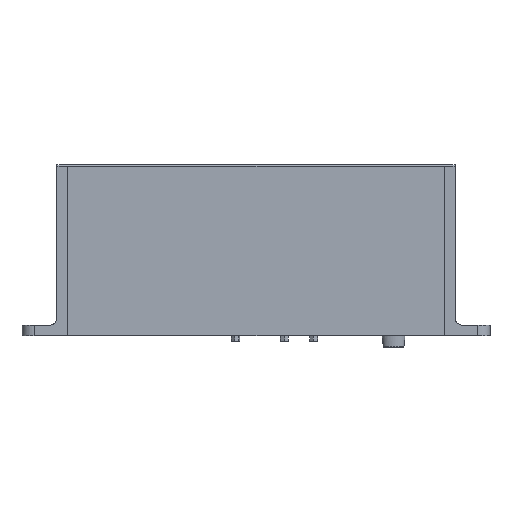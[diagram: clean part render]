
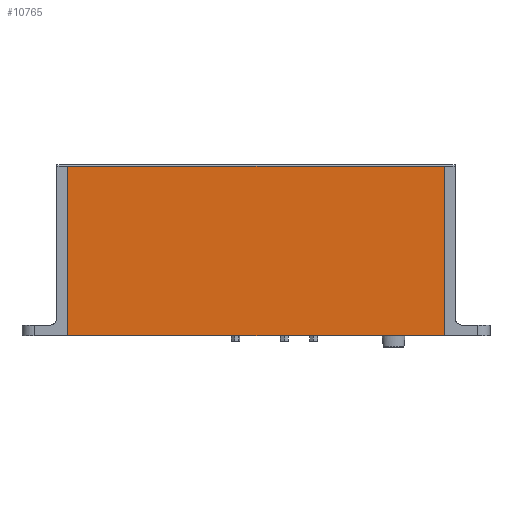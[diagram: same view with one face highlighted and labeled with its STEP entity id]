
A CAD part, front view. The second image highlights one B-rep face of the part: STEP entity #10765.
In plain terms, the highlighted planar face has unit normal (0, -1, 0).
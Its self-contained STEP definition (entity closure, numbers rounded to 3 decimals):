
#375 = DIRECTION ( 'NONE',  ( 0., 0., -1. ) ) ;
#432 = CARTESIAN_POINT ( 'NONE',  ( 134.233, -21.958, -23.811 ) ) ;
#532 = CARTESIAN_POINT ( 'NONE',  ( -113.967, -21.958, -61.044 ) ) ;
#1514 = CARTESIAN_POINT ( 'NONE',  ( -113.967, -21.958, 50.656 ) ) ;
#1767 = CARTESIAN_POINT ( 'NONE',  ( 134.233, -21.958, 50.656 ) ) ;
#1904 = CARTESIAN_POINT ( 'NONE',  ( 134.233, -21.958, 50.656 ) ) ;
#2156 = CARTESIAN_POINT ( 'NONE',  ( 51.5, -21.958, -61.044 ) ) ;
#4376 = PLANE ( 'NONE',  #16478 ) ;
#4907 = EDGE_CURVE ( 'NONE', #12584, #9190, #10607, .T. ) ;
#5024 = EDGE_CURVE ( 'NONE', #16855, #12584, #12295, .T. ) ;
#7019 = FACE_OUTER_BOUND ( 'NONE', #15946, .T. ) ;
#7172 = CARTESIAN_POINT ( 'NONE',  ( 134.233, -21.958, 13.422 ) ) ;
#7449 = CARTESIAN_POINT ( 'NONE',  ( -113.967, -21.958, -23.811 ) ) ;
#7981 = VERTEX_POINT ( 'NONE', #1514 ) ;
#8599 = CARTESIAN_POINT ( 'NONE',  ( -113.967, -21.958, -61.044 ) ) ;
#8610 = CARTESIAN_POINT ( 'NONE',  ( -113.967, -21.958, 13.422 ) ) ;
#8921 = B_SPLINE_CURVE_WITH_KNOTS ( 'NONE', 3,
 ( #1904, #15678, #14337, #11675 ),
 .UNSPECIFIED., .F., .F.,
 ( 4, 4 ),
 ( 0., 1. ),
 .UNSPECIFIED. ) ;
#9190 = VERTEX_POINT ( 'NONE', #8599 ) ;
#9780 = CARTESIAN_POINT ( 'NONE',  ( 100.733, -21.958, -61.044 ) ) ;
#9928 = CARTESIAN_POINT ( 'NONE',  ( 134.233, -21.958, -61.044 ) ) ;
#10166 = ORIENTED_EDGE ( 'NONE', *, *, #13683, .F. ) ;
#10510 = EDGE_CURVE ( 'NONE', #16855, #7981, #8921, .T. ) ;
#10588 = B_SPLINE_CURVE_WITH_KNOTS ( 'NONE', 3,
 ( #532, #7449, #8610, #12697 ),
 .UNSPECIFIED., .F., .F.,
 ( 4, 4 ),
 ( 0., 1. ),
 .UNSPECIFIED. ) ;
#10607 = B_SPLINE_CURVE_WITH_KNOTS ( 'NONE', 3,
 ( #11575, #2156, #15750, #14413 ),
 .UNSPECIFIED., .F., .F.,
 ( 4, 4 ),
 ( 0., 1. ),
 .UNSPECIFIED. ) ;
#10765 = ADVANCED_FACE ( 'NONE', ( #7019 ), #4376, .T. ) ;
#10940 = ORIENTED_EDGE ( 'NONE', *, *, #4907, .F. ) ;
#11575 = CARTESIAN_POINT ( 'NONE',  ( 134.233, -21.958, -61.044 ) ) ;
#11675 = CARTESIAN_POINT ( 'NONE',  ( -113.967, -21.958, 50.656 ) ) ;
#11816 = CARTESIAN_POINT ( 'NONE',  ( 134.233, -21.958, -61.044 ) ) ;
#12295 = B_SPLINE_CURVE_WITH_KNOTS ( 'NONE', 3,
 ( #1767, #7172, #432, #9928 ),
 .UNSPECIFIED., .F., .F.,
 ( 4, 4 ),
 ( 0., 1. ),
 .UNSPECIFIED. ) ;
#12584 = VERTEX_POINT ( 'NONE', #11816 ) ;
#12697 = CARTESIAN_POINT ( 'NONE',  ( -113.967, -21.958, 50.656 ) ) ;
#13683 = EDGE_CURVE ( 'NONE', #9190, #7981, #10588, .T. ) ;
#14337 = CARTESIAN_POINT ( 'NONE',  ( -31.233, -21.958, 50.656 ) ) ;
#14413 = CARTESIAN_POINT ( 'NONE',  ( -113.967, -21.958, -61.044 ) ) ;
#15217 = DIRECTION ( 'NONE',  ( 0., -1., 0. ) ) ;
#15333 = CARTESIAN_POINT ( 'NONE',  ( 134.233, -21.958, 50.656 ) ) ;
#15678 = CARTESIAN_POINT ( 'NONE',  ( 51.5, -21.958, 50.656 ) ) ;
#15750 = CARTESIAN_POINT ( 'NONE',  ( -31.233, -21.958, -61.044 ) ) ;
#15946 = EDGE_LOOP ( 'NONE', ( #10166, #10940, #16271, #15947 ) ) ;
#15947 = ORIENTED_EDGE ( 'NONE', *, *, #10510, .T. ) ;
#16271 = ORIENTED_EDGE ( 'NONE', *, *, #5024, .F. ) ;
#16478 = AXIS2_PLACEMENT_3D ( 'NONE', #9780, #15217, #375 ) ;
#16855 = VERTEX_POINT ( 'NONE', #15333 ) ;
